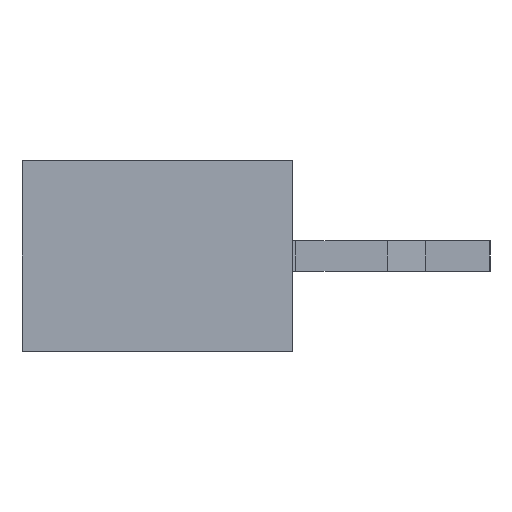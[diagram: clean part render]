
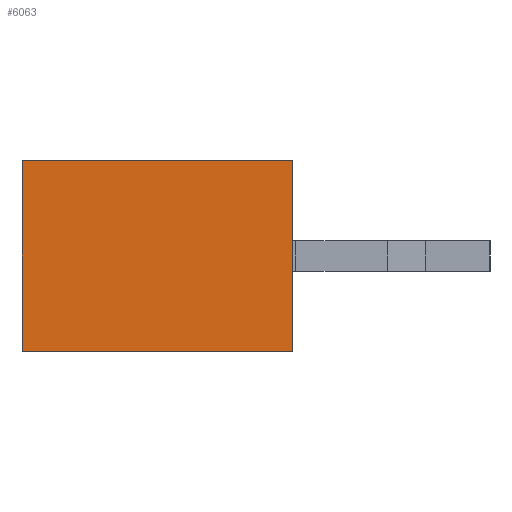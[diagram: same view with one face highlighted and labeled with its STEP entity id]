
A CAD part, left-side view. The second image highlights one B-rep face of the part: STEP entity #6063.
In plain terms, the highlighted planar face has unit normal (-1, 0, 0).
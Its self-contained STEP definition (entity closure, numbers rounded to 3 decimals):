
#5125=CARTESIAN_POINT('',(27.94,0.,-2.5));
#5126=VERTEX_POINT('',#5125);
#5136=CARTESIAN_POINT('',(27.94,3.55,-2.5));
#5137=VERTEX_POINT('',#5136);
#5138=CARTESIAN_POINT('',(27.94,3.55,-2.5));
#5139=CARTESIAN_POINT('',(27.94,2.84,-2.5));
#5140=CARTESIAN_POINT('',(27.94,2.13,-2.5));
#5141=CARTESIAN_POINT('',(27.94,1.42,-2.5));
#5142=CARTESIAN_POINT('',(27.94,0.71,-2.5));
#5143=CARTESIAN_POINT('',(27.94,0.,-2.5));
#5144=B_SPLINE_CURVE_WITH_KNOTS('',5,(#5138,#5139,#5140,#5141,#5142,#5143),.UNSPECIFIED.,.F.,.U.,(6,6),(0.,3.55),.UNSPECIFIED.);
#5145=EDGE_CURVE('',#5137,#5126,#5144,.T.);
#5167=CARTESIAN_POINT('',(27.94,3.55,0.));
#5168=VERTEX_POINT('',#5167);
#5169=CARTESIAN_POINT('',(27.94,3.55,0.));
#5170=CARTESIAN_POINT('',(27.94,3.55,-0.5));
#5171=CARTESIAN_POINT('',(27.94,3.55,-1.));
#5172=CARTESIAN_POINT('',(27.94,3.55,-1.5));
#5173=CARTESIAN_POINT('',(27.94,3.55,-2.));
#5174=CARTESIAN_POINT('',(27.94,3.55,-2.5));
#5175=B_SPLINE_CURVE_WITH_KNOTS('',5,(#5169,#5170,#5171,#5172,#5173,#5174),.UNSPECIFIED.,.F.,.U.,(6,6),(0.,2.5),.UNSPECIFIED.);
#5176=EDGE_CURVE('',#5168,#5137,#5175,.T.);
#5645=CARTESIAN_POINT('',(27.94,0.,0.));
#5646=VERTEX_POINT('',#5645);
#5658=CARTESIAN_POINT('',(27.94,0.,0.));
#5659=CARTESIAN_POINT('',(27.94,0.71,0.));
#5660=CARTESIAN_POINT('',(27.94,1.42,0.));
#5661=CARTESIAN_POINT('',(27.94,2.13,0.));
#5662=CARTESIAN_POINT('',(27.94,2.84,0.));
#5663=CARTESIAN_POINT('',(27.94,3.55,0.));
#5664=B_SPLINE_CURVE_WITH_KNOTS('',5,(#5658,#5659,#5660,#5661,#5662,#5663),.UNSPECIFIED.,.F.,.U.,(6,6),(0.,3.55),.UNSPECIFIED.);
#5665=EDGE_CURVE('',#5646,#5168,#5664,.T.);
#6025=CARTESIAN_POINT('',(27.94,1.775,-1.25));
#6026=DIRECTION('',(0.,0.,1.));
#6027=DIRECTION('',(-1.,0.,0.));
#6028=AXIS2_PLACEMENT_3D('',#6025,#6027,#6026);
#6029=PLANE('',#6028);
#6030=CARTESIAN_POINT('',(27.94,0.,-2.1));
#6031=VERTEX_POINT('',#6030);
#6032=CARTESIAN_POINT('',(27.94,0.,-2.1));
#6033=CARTESIAN_POINT('',(27.94,0.,-2.18));
#6034=CARTESIAN_POINT('',(27.94,0.,-2.26));
#6035=CARTESIAN_POINT('',(27.94,0.,-2.34));
#6036=CARTESIAN_POINT('',(27.94,0.,-2.42));
#6037=CARTESIAN_POINT('',(27.94,0.,-2.5));
#6038=B_SPLINE_CURVE_WITH_KNOTS('',5,(#6032,#6033,#6034,#6035,#6036,#6037),.UNSPECIFIED.,.F.,.U.,(6,6),(0.,0.4),.UNSPECIFIED.);
#6039=EDGE_CURVE('',#6031,#5126,#6038,.T.);
#6040=ORIENTED_EDGE('',*,*,#6039,.F.);
#6041=CARTESIAN_POINT('',(27.94,0.,-0.4));
#6042=VERTEX_POINT('',#6041);
#6043=CARTESIAN_POINT('',(27.94,0.,-0.4));
#6044=DIRECTION('',(0.,0.,-1.));
#6045=VECTOR('',#6044,1.7);
#6046=LINE('',#6043,#6045);
#6047=EDGE_CURVE('',#6042,#6031,#6046,.T.);
#6048=ORIENTED_EDGE('',*,*,#6047,.F.);
#6049=CARTESIAN_POINT('',(27.94,0.,-0.4));
#6050=CARTESIAN_POINT('',(27.94,0.,-0.32));
#6051=CARTESIAN_POINT('',(27.94,0.,-0.24));
#6052=CARTESIAN_POINT('',(27.94,0.,-0.16));
#6053=CARTESIAN_POINT('',(27.94,0.,-0.08));
#6054=CARTESIAN_POINT('',(27.94,0.,0.));
#6055=B_SPLINE_CURVE_WITH_KNOTS('',5,(#6049,#6050,#6051,#6052,#6053,#6054),.UNSPECIFIED.,.F.,.U.,(6,6),(0.,0.4),.UNSPECIFIED.);
#6056=EDGE_CURVE('',#6042,#5646,#6055,.T.);
#6057=ORIENTED_EDGE('',*,*,#6056,.T.);
#6058=ORIENTED_EDGE('',*,*,#5665,.T.);
#6059=ORIENTED_EDGE('',*,*,#5176,.T.);
#6060=ORIENTED_EDGE('',*,*,#5145,.T.);
#6061=EDGE_LOOP('',(#6040,#6048,#6057,#6058,#6059,#6060));
#6062=FACE_OUTER_BOUND('',#6061,.T.);
#6063=ADVANCED_FACE('',(#6062),#6029,.T.);
